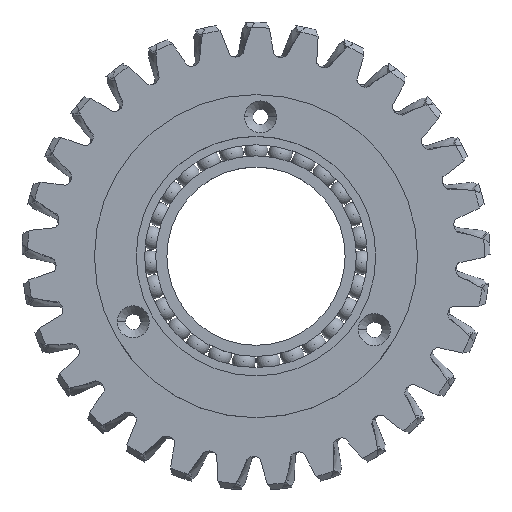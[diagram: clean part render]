
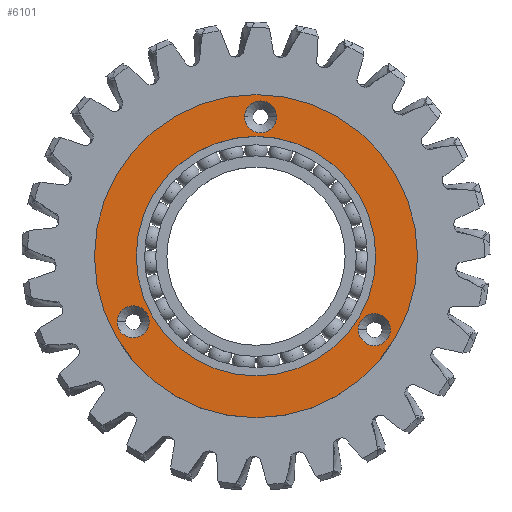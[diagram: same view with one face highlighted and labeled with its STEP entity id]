
A CAD part, top view. The second image highlights one B-rep face of the part: STEP entity #6101.
In plain terms, the highlighted planar face has unit normal (0, 0, 1).
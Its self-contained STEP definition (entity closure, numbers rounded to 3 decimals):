
#405 = AXIS2_PLACEMENT_3D ( 'NONE', #18194, #22571, #11389 ) ;
#464 = DIRECTION ( 'NONE',  ( 1., 0., 0. ) ) ;
#749 = DIRECTION ( 'NONE',  ( 1., 0., 0. ) ) ;
#1505 = EDGE_LOOP ( 'NONE', ( #12735, #5965 ) ) ;
#2466 = EDGE_CURVE ( 'NONE', #21621, #3399, #23997, .T. ) ;
#2782 = DIRECTION ( 'NONE',  ( 0., 0., 1. ) ) ;
#3399 = VERTEX_POINT ( 'NONE', #6066 ) ;
#3633 = EDGE_CURVE ( 'NONE', #10393, #11006, #19700, .T. ) ;
#3701 = EDGE_LOOP ( 'NONE', ( #29698, #10397 ) ) ;
#3711 = EDGE_CURVE ( 'NONE', #14160, #23767, #10079, .T. ) ;
#3921 = ORIENTED_EDGE ( 'NONE', *, *, #2466, .F. ) ;
#4288 = FACE_BOUND ( 'NONE', #21266, .T. ) ;
#5004 = ORIENTED_EDGE ( 'NONE', *, *, #10838, .F. ) ;
#5463 = DIRECTION ( 'NONE',  ( 0., 0., 1. ) ) ;
#5503 = CARTESIAN_POINT ( 'NONE',  ( 0., 0., 8.25 ) ) ;
#5865 = CIRCLE ( 'NONE', #9245, 2.87 ) ;
#5965 = ORIENTED_EDGE ( 'NONE', *, *, #3633, .T. ) ;
#6066 = CARTESIAN_POINT ( 'NONE',  ( -19.178, -11.784, 8.25 ) ) ;
#6101 = ADVANCED_FACE ( 'NONE', ( #20173, #29692, #4288, #29400, #13200 ), #8683, .T. ) ;
#6213 = DIRECTION ( 'NONE',  ( 0., 0., 1. ) ) ;
#6325 = CIRCLE ( 'NONE', #27076, 2.87 ) ;
#6751 = CARTESIAN_POINT ( 'NONE',  ( 0.819, 24.987, 8.25 ) ) ;
#7174 = CIRCLE ( 'NONE', #11047, 21.5 ) ;
#7455 = CARTESIAN_POINT ( 'NONE',  ( -21.5, 0., 8.25 ) ) ;
#7695 = CIRCLE ( 'NONE', #24584, 2.87 ) ;
#8230 = VERTEX_POINT ( 'NONE', #7455 ) ;
#8683 = PLANE ( 'NONE',  #405 ) ;
#8927 = DIRECTION ( 'NONE',  ( 1., 0., 0. ) ) ;
#9107 = AXIS2_PLACEMENT_3D ( 'NONE', #26591, #24318, #28581 ) ;
#9245 = AXIS2_PLACEMENT_3D ( 'NONE', #19983, #6213, #29200 ) ;
#9545 = AXIS2_PLACEMENT_3D ( 'NONE', #23455, #10287, #19645 ) ;
#10079 = CIRCLE ( 'NONE', #27414, 2.87 ) ;
#10287 = DIRECTION ( 'NONE',  ( 0., 0., 1. ) ) ;
#10292 = CARTESIAN_POINT ( 'NONE',  ( 0.819, 24.987, 8.25 ) ) ;
#10393 = VERTEX_POINT ( 'NONE', #22846 ) ;
#10397 = ORIENTED_EDGE ( 'NONE', *, *, #11913, .F. ) ;
#10838 = EDGE_CURVE ( 'NONE', #3399, #21621, #6325, .T. ) ;
#11006 = VERTEX_POINT ( 'NONE', #13659 ) ;
#11047 = AXIS2_PLACEMENT_3D ( 'NONE', #27987, #5463, #464 ) ;
#11389 = DIRECTION ( 'NONE',  ( 1., 0., 0. ) ) ;
#11438 = DIRECTION ( 'NONE',  ( 0., 0., 1. ) ) ;
#11595 = EDGE_CURVE ( 'NONE', #21720, #8230, #13570, .T. ) ;
#11886 = DIRECTION ( 'NONE',  ( 0., 0., 1. ) ) ;
#11913 = EDGE_CURVE ( 'NONE', #12004, #18872, #5865, .T. ) ;
#11926 = CARTESIAN_POINT ( 'NONE',  ( 24.1, -13.203, 8.25 ) ) ;
#12004 = VERTEX_POINT ( 'NONE', #15583 ) ;
#12531 = EDGE_LOOP ( 'NONE', ( #14680, #22084 ) ) ;
#12735 = ORIENTED_EDGE ( 'NONE', *, *, #13027, .T. ) ;
#13027 = EDGE_CURVE ( 'NONE', #11006, #10393, #18675, .T. ) ;
#13200 = FACE_BOUND ( 'NONE', #12531, .T. ) ;
#13432 = CIRCLE ( 'NONE', #9107, 2.87 ) ;
#13570 = CIRCLE ( 'NONE', #23247, 21.5 ) ;
#13659 = CARTESIAN_POINT ( 'NONE',  ( -29., 0., 8.25 ) ) ;
#14160 = VERTEX_POINT ( 'NONE', #27854 ) ;
#14680 = ORIENTED_EDGE ( 'NONE', *, *, #18735, .F. ) ;
#14746 = CARTESIAN_POINT ( 'NONE',  ( -22.049, -11.784, 8.25 ) ) ;
#15583 = CARTESIAN_POINT ( 'NONE',  ( 18.359, -13.203, 8.25 ) ) ;
#15985 = DIRECTION ( 'NONE',  ( 0., 0., 1. ) ) ;
#16032 = CARTESIAN_POINT ( 'NONE',  ( -2.051, 24.987, 8.25 ) ) ;
#16936 = DIRECTION ( 'NONE',  ( 0., 0., 1. ) ) ;
#18109 = ORIENTED_EDGE ( 'NONE', *, *, #3711, .F. ) ;
#18194 = CARTESIAN_POINT ( 'NONE',  ( 0., 0., 8.25 ) ) ;
#18675 = CIRCLE ( 'NONE', #21645, 29. ) ;
#18735 = EDGE_CURVE ( 'NONE', #8230, #21720, #7174, .T. ) ;
#18872 = VERTEX_POINT ( 'NONE', #11926 ) ;
#19116 = DIRECTION ( 'NONE',  ( 1., 0., 0. ) ) ;
#19645 = DIRECTION ( 'NONE',  ( 1., 0., 0. ) ) ;
#19700 = CIRCLE ( 'NONE', #23552, 29. ) ;
#19983 = CARTESIAN_POINT ( 'NONE',  ( 21.229, -13.203, 8.25 ) ) ;
#20173 = FACE_BOUND ( 'NONE', #25947, .T. ) ;
#20420 = CARTESIAN_POINT ( 'NONE',  ( 0., 0., 8.25 ) ) ;
#20507 = DIRECTION ( 'NONE',  ( 1., 0., 0. ) ) ;
#20570 = EDGE_CURVE ( 'NONE', #23767, #14160, #7695, .T. ) ;
#20968 = CARTESIAN_POINT ( 'NONE',  ( 0., 0., 8.25 ) ) ;
#21266 = EDGE_LOOP ( 'NONE', ( #5004, #3921 ) ) ;
#21621 = VERTEX_POINT ( 'NONE', #25282 ) ;
#21645 = AXIS2_PLACEMENT_3D ( 'NONE', #20420, #29651, #8927 ) ;
#21720 = VERTEX_POINT ( 'NONE', #25591 ) ;
#22084 = ORIENTED_EDGE ( 'NONE', *, *, #11595, .F. ) ;
#22571 = DIRECTION ( 'NONE',  ( 0., 0., 1. ) ) ;
#22846 = CARTESIAN_POINT ( 'NONE',  ( 29., 0., 8.25 ) ) ;
#23247 = AXIS2_PLACEMENT_3D ( 'NONE', #5503, #2782, #19116 ) ;
#23380 = DIRECTION ( 'NONE',  ( 1., 0., 0. ) ) ;
#23455 = CARTESIAN_POINT ( 'NONE',  ( -22.049, -11.784, 8.25 ) ) ;
#23552 = AXIS2_PLACEMENT_3D ( 'NONE', #20968, #11438, #20507 ) ;
#23767 = VERTEX_POINT ( 'NONE', #16032 ) ;
#23997 = CIRCLE ( 'NONE', #9545, 2.87 ) ;
#24318 = DIRECTION ( 'NONE',  ( 0., 0., 1. ) ) ;
#24584 = AXIS2_PLACEMENT_3D ( 'NONE', #10292, #16936, #749 ) ;
#25177 = DIRECTION ( 'NONE',  ( 1., 0., 0. ) ) ;
#25282 = CARTESIAN_POINT ( 'NONE',  ( -24.919, -11.784, 8.25 ) ) ;
#25591 = CARTESIAN_POINT ( 'NONE',  ( 21.5, 0., 8.25 ) ) ;
#25947 = EDGE_LOOP ( 'NONE', ( #18109, #27977 ) ) ;
#26591 = CARTESIAN_POINT ( 'NONE',  ( 21.229, -13.203, 8.25 ) ) ;
#27076 = AXIS2_PLACEMENT_3D ( 'NONE', #14746, #11886, #23380 ) ;
#27276 = EDGE_CURVE ( 'NONE', #18872, #12004, #13432, .T. ) ;
#27414 = AXIS2_PLACEMENT_3D ( 'NONE', #6751, #15985, #25177 ) ;
#27854 = CARTESIAN_POINT ( 'NONE',  ( 3.689, 24.987, 8.25 ) ) ;
#27977 = ORIENTED_EDGE ( 'NONE', *, *, #20570, .F. ) ;
#27987 = CARTESIAN_POINT ( 'NONE',  ( 0., 0., 8.25 ) ) ;
#28581 = DIRECTION ( 'NONE',  ( 1., 0., 0. ) ) ;
#29200 = DIRECTION ( 'NONE',  ( 1., 0., 0. ) ) ;
#29400 = FACE_OUTER_BOUND ( 'NONE', #1505, .T. ) ;
#29651 = DIRECTION ( 'NONE',  ( 0., 0., 1. ) ) ;
#29692 = FACE_BOUND ( 'NONE', #3701, .T. ) ;
#29698 = ORIENTED_EDGE ( 'NONE', *, *, #27276, .F. ) ;
